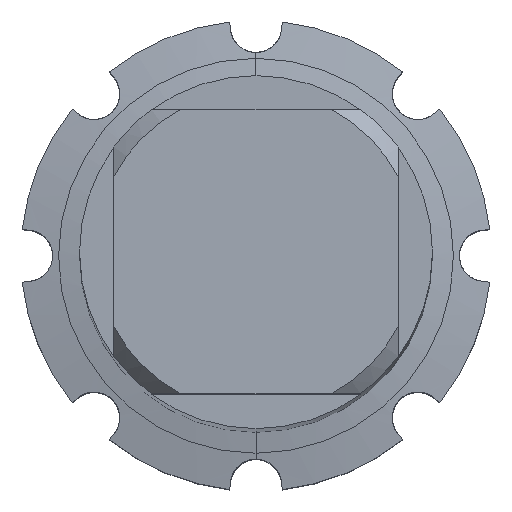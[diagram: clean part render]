
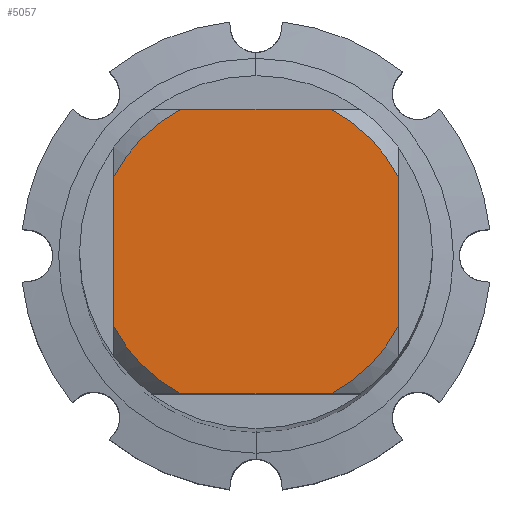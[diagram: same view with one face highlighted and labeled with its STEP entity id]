
A CAD part, top view. The second image highlights one B-rep face of the part: STEP entity #5057.
In plain terms, the highlighted planar face has unit normal (0, 0, 1).
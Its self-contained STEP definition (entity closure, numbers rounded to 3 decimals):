
#5057=ADVANCED_FACE('',(#12071),#12072,.T.);
#5333=EDGE_CURVE('',#8877,#10055,#12364,.T.);
#5819=VERTEX_POINT('',#12893);
#6697=EDGE_CURVE('',#8877,#9199,#13848,.T.);
#7461=VERTEX_POINT('',#14672);
#7599=EDGE_CURVE('',#9687,#10269,#14821,.T.);
#8469=VERTEX_POINT('',#15762);
#8807=EDGE_CURVE('',#8469,#10055,#16121,.T.);
#8877=VERTEX_POINT('',#16198);
#8945=EDGE_CURVE('',#9687,#7461,#16272,.T.);
#8981=EDGE_CURVE('',#5819,#9199,#16314,.T.);
#9061=EDGE_CURVE('',#8469,#7461,#16399,.T.);
#9199=VERTEX_POINT('',#16552);
#9687=VERTEX_POINT('',#17078);
#10055=VERTEX_POINT('',#17482);
#10161=EDGE_CURVE('',#5819,#10269,#17597,.T.);
#10269=VERTEX_POINT('',#17717);
#12071=FACE_OUTER_BOUND('',#20902,.T.);
#12072=PLANE('',#20903);
#12364=CIRCLE('',#21485,8.2);
#12893=CARTESIAN_POINT('',(-3.831,-7.25,0.0));
#13848=LINE('',#24145,#24146);
#14672=CARTESIAN_POINT('',(7.25,3.831,0.0));
#14821=CIRCLE('',#25937,8.2);
#15762=CARTESIAN_POINT('',(3.831,7.25,0.0));
#16121=LINE('',#28270,#28271);
#16198=CARTESIAN_POINT('',(-7.25,3.831,0.0));
#16272=LINE('',#28516,#28517);
#16314=CIRCLE('',#28586,8.2);
#16399=CIRCLE('',#28739,8.2);
#16552=CARTESIAN_POINT('',(-7.25,-3.831,0.0));
#17078=CARTESIAN_POINT('',(7.25,-3.831,0.0));
#17482=CARTESIAN_POINT('',(-3.831,7.25,0.0));
#17597=LINE('',#30966,#30967);
#17717=CARTESIAN_POINT('',(3.831,-7.25,0.0));
#20902=EDGE_LOOP('',(#33116,#33117,#33118,#33119,#33120,#33121,#33122,#33123));
#20903=AXIS2_PLACEMENT_3D('',#33124,#33125,#33126);
#21485=AXIS2_PLACEMENT_3D('',#33376,#33377,#33378);
#24145=CARTESIAN_POINT('',(-7.25,2.05,0.0));
#24146=VECTOR('',#34985,1.0);
#25937=AXIS2_PLACEMENT_3D('',#36079,#36080,#36081);
#28270=CARTESIAN_POINT('',(0.0,7.25,0.0));
#28271=VECTOR('',#37320,1.0);
#28516=CARTESIAN_POINT('',(7.25,2.05,0.0));
#28517=VECTOR('',#37459,1.0);
#28586=AXIS2_PLACEMENT_3D('',#37527,#37528,#37529);
#28739=AXIS2_PLACEMENT_3D('',#37617,#37618,#37619);
#30966=CARTESIAN_POINT('',(0.0,-7.25,0.0));
#30967=VECTOR('',#38942,1.0);
#33116=ORIENTED_EDGE('',*,*,#6697,.T.);
#33117=ORIENTED_EDGE('',*,*,#8981,.F.);
#33118=ORIENTED_EDGE('',*,*,#10161,.T.);
#33119=ORIENTED_EDGE('',*,*,#7599,.F.);
#33120=ORIENTED_EDGE('',*,*,#8945,.T.);
#33121=ORIENTED_EDGE('',*,*,#9061,.F.);
#33122=ORIENTED_EDGE('',*,*,#8807,.T.);
#33123=ORIENTED_EDGE('',*,*,#5333,.F.);
#33124=CARTESIAN_POINT('',(0.0,4.1,0.0));
#33125=DIRECTION('',(-0.0,0.0,1.0));
#33126=DIRECTION('',(0.0,-1.0,0.0));
#33376=CARTESIAN_POINT('',(0.0,0.0,0.0));
#33377=DIRECTION('',(0.0,0.0,-1.0));
#33378=DIRECTION('',(0.0,1.0,0.0));
#34985=DIRECTION('',(-0.0,-1.0,0.0));
#36079=CARTESIAN_POINT('',(0.0,0.0,0.0));
#36080=DIRECTION('',(0.0,0.0,-1.0));
#36081=DIRECTION('',(0.0,1.0,0.0));
#37320=DIRECTION('',(-1.0,0.0,0.0));
#37459=DIRECTION('',(-0.0,1.0,0.0));
#37527=CARTESIAN_POINT('',(0.0,0.0,0.0));
#37528=DIRECTION('',(0.0,0.0,-1.0));
#37529=DIRECTION('',(0.0,1.0,0.0));
#37617=CARTESIAN_POINT('',(0.0,0.0,0.0));
#37618=DIRECTION('',(0.0,0.0,-1.0));
#37619=DIRECTION('',(0.0,1.0,0.0));
#38942=DIRECTION('',(1.0,0.0,0.0));
